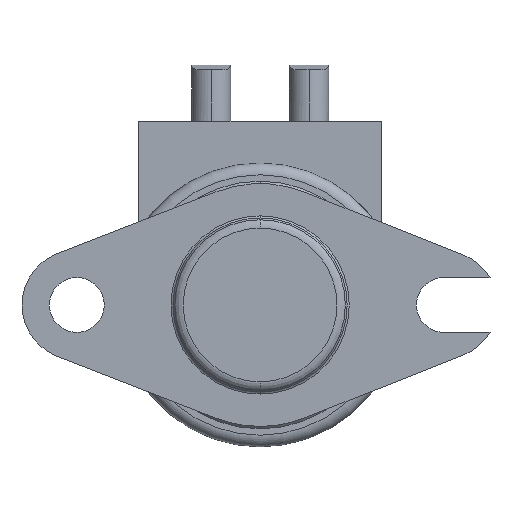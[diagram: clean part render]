
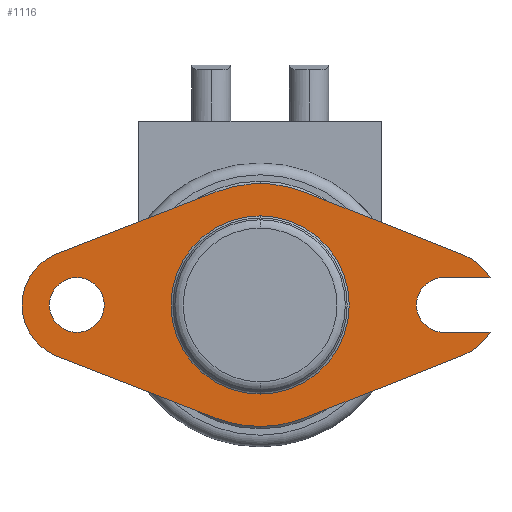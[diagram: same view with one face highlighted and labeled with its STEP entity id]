
A CAD part, front view. The second image highlights one B-rep face of the part: STEP entity #1116.
In plain terms, the highlighted planar face has unit normal (0, -1, 0).
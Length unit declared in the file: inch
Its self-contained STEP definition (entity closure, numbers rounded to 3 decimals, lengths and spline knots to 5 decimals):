
#15 = DIRECTION ( 'NONE',  ( -1., 0., 0. ) ) ;
#36 = LINE ( 'NONE', #2577, #2551 ) ;
#67 = CARTESIAN_POINT ( 'NONE',  ( 0., 0., 0.2275 ) ) ;
#76 = EDGE_CURVE ( 'NONE', #2739, #2406, #1852, .T. ) ;
#127 = ORIENTED_EDGE ( 'NONE', *, *, #2412, .F. ) ;
#151 = EDGE_LOOP ( 'NONE', ( #2502, #3317 ) ) ;
#160 = DIRECTION ( 'NONE',  ( 0., 1., 0. ) ) ;
#179 = CARTESIAN_POINT ( 'NONE',  ( -0.468, 0., -0.07 ) ) ;
#228 = ORIENTED_EDGE ( 'NONE', *, *, #3017, .T. ) ;
#236 = EDGE_CURVE ( 'NONE', #572, #2739, #1983, .T. ) ;
#243 = ORIENTED_EDGE ( 'NONE', *, *, #641, .F. ) ;
#256 = VERTEX_POINT ( 'NONE', #179 ) ;
#272 = DIRECTION ( 'NONE',  ( -0.932, 0., 0.363 ) ) ;
#305 = DIRECTION ( 'NONE',  ( 0., 0., 1. ) ) ;
#316 = EDGE_CURVE ( 'NONE', #1683, #2476, #1597, .T. ) ;
#359 = VERTEX_POINT ( 'NONE', #776 ) ;
#384 = DIRECTION ( 'NONE',  ( 0., 1., 0. ) ) ;
#440 = CARTESIAN_POINT ( 'NONE',  ( 0.11417, 0., 0.28821 ) ) ;
#529 = CARTESIAN_POINT ( 'NONE',  ( 0.469, 0., 0. ) ) ;
#572 = VERTEX_POINT ( 'NONE', #2051 ) ;
#580 = ORIENTED_EDGE ( 'NONE', *, *, #2456, .F. ) ;
#604 = DIRECTION ( 'NONE',  ( 0., -1., 0. ) ) ;
#615 = EDGE_CURVE ( 'NONE', #2271, #572, #731, .T. ) ;
#620 = AXIS2_PLACEMENT_3D ( 'NONE', #3049, #2543, #1277 ) ;
#641 = EDGE_CURVE ( 'NONE', #359, #2271, #734, .T. ) ;
#669 = DIRECTION ( 'NONE',  ( 0., 0., -1. ) ) ;
#673 = ORIENTED_EDGE ( 'NONE', *, *, #2266, .F. ) ;
#676 = CARTESIAN_POINT ( 'NONE',  ( 0.58708, 0., 0.07 ) ) ;
#679 = FACE_BOUND ( 'NONE', #151, .T. ) ;
#683 = EDGE_CURVE ( 'NONE', #2068, #2064, #1603, .T. ) ;
#714 = LINE ( 'NONE', #2027, #859 ) ;
#731 = LINE ( 'NONE', #3259, #2564 ) ;
#734 = CIRCLE ( 'NONE', #2508, 0.13727 ) ;
#741 = EDGE_CURVE ( 'NONE', #1771, #1735, #2351, .T. ) ;
#776 = CARTESIAN_POINT ( 'NONE',  ( 0.58708, 0., -0.07 ) ) ;
#788 = AXIS2_PLACEMENT_3D ( 'NONE', #2496, #2261, #2009 ) ;
#798 = CIRCLE ( 'NONE', #966, 0.07 ) ;
#813 = ORIENTED_EDGE ( 'NONE', *, *, #2999, .F. ) ;
#859 = VECTOR ( 'NONE', #15, 39.37008 ) ;
#897 = VERTEX_POINT ( 'NONE', #2013 ) ;
#901 = DIRECTION ( 'NONE',  ( 0., 0., 1. ) ) ;
#913 = DIRECTION ( 'NONE',  ( 1., 0., 0. ) ) ;
#934 = FACE_BOUND ( 'NONE', #1535, .T. ) ;
#956 = VERTEX_POINT ( 'NONE', #3117 ) ;
#966 = AXIS2_PLACEMENT_3D ( 'NONE', #1864, #2857, #1827 ) ;
#975 = EDGE_LOOP ( 'NONE', ( #673, #1899, #580, #3305, #2648, #2838, #2809, #243, #1870, #813, #1480, #2440, #127 ) ) ;
#1051 = EDGE_CURVE ( 'NONE', #2476, #1683, #1388, .T. ) ;
#1073 = CARTESIAN_POINT ( 'NONE',  ( 0.469, 0., -0.07 ) ) ;
#1076 = EDGE_CURVE ( 'NONE', #1787, #256, #3043, .T. ) ;
#1112 = VECTOR ( 'NONE', #2834, 39.37008 ) ;
#1116 = ADVANCED_FACE ( 'NONE', ( #934, #1458, #679 ), #1709, .T. ) ;
#1126 = DIRECTION ( 'NONE',  ( 0., 1., 0. ) ) ;
#1214 = CARTESIAN_POINT ( 'NONE',  ( -0.468, 0., 0. ) ) ;
#1277 = DIRECTION ( 'NONE',  ( 0., 0., 1. ) ) ;
#1293 = LINE ( 'NONE', #2327, #1112 ) ;
#1383 = CIRCLE ( 'NONE', #2020, 0.14 ) ;
#1384 = CARTESIAN_POINT ( 'NONE',  ( 0.469, 0., -0.07 ) ) ;
#1388 = CIRCLE ( 'NONE', #2607, 0.2275 ) ;
#1417 = DIRECTION ( 'NONE',  ( 0., 0., 1. ) ) ;
#1455 = CIRCLE ( 'NONE', #2472, 0.07 ) ;
#1458 = FACE_OUTER_BOUND ( 'NONE', #975, .T. ) ;
#1480 = ORIENTED_EDGE ( 'NONE', *, *, #3125, .F. ) ;
#1535 = EDGE_LOOP ( 'NONE', ( #228, #2732 ) ) ;
#1550 = DIRECTION ( 'NONE',  ( 0., 0., 1. ) ) ;
#1582 = CARTESIAN_POINT ( 'NONE',  ( 0.469, 0., 0. ) ) ;
#1597 = CIRCLE ( 'NONE', #620, 0.2275 ) ;
#1603 = LINE ( 'NONE', #2610, #2924 ) ;
#1607 = AXIS2_PLACEMENT_3D ( 'NONE', #2184, #3201, #901 ) ;
#1683 = VERTEX_POINT ( 'NONE', #67 ) ;
#1704 = CARTESIAN_POINT ( 'NONE',  ( -0.468, 0., 0.07 ) ) ;
#1709 = PLANE ( 'NONE',  #788 ) ;
#1719 = DIRECTION ( 'NONE',  ( -0.93, 0., -0.368 ) ) ;
#1735 = VERTEX_POINT ( 'NONE', #676 ) ;
#1771 = VERTEX_POINT ( 'NONE', #2750 ) ;
#1787 = VERTEX_POINT ( 'NONE', #1704 ) ;
#1807 = VECTOR ( 'NONE', #913, 39.37008 ) ;
#1815 = DIRECTION ( 'NONE',  ( 0., 1., 0. ) ) ;
#1823 = CARTESIAN_POINT ( 'NONE',  ( 0., 0., 0. ) ) ;
#1827 = DIRECTION ( 'NONE',  ( 0., 0., 1. ) ) ;
#1852 = CIRCLE ( 'NONE', #1967, 0.31 ) ;
#1864 = CARTESIAN_POINT ( 'NONE',  ( -0.468, 0., 0. ) ) ;
#1870 = ORIENTED_EDGE ( 'NONE', *, *, #2172, .F. ) ;
#1899 = ORIENTED_EDGE ( 'NONE', *, *, #683, .F. ) ;
#1909 = CARTESIAN_POINT ( 'NONE',  ( 0., 0., -0.2275 ) ) ;
#1950 = DIRECTION ( 'NONE',  ( 0., 0., -1. ) ) ;
#1967 = AXIS2_PLACEMENT_3D ( 'NONE', #3069, #1815, #2839 ) ;
#1970 = DIRECTION ( 'NONE',  ( 0., 1., 0. ) ) ;
#1972 = AXIS2_PLACEMENT_3D ( 'NONE', #1823, #2601, #2822 ) ;
#1982 = CARTESIAN_POINT ( 'NONE',  ( 0., 0., -0.31 ) ) ;
#1983 = CIRCLE ( 'NONE', #3315, 0.31 ) ;
#2009 = DIRECTION ( 'NONE',  ( 0., 0., -1. ) ) ;
#2013 = CARTESIAN_POINT ( 'NONE',  ( 0.469, 0., 0.07 ) ) ;
#2020 = AXIS2_PLACEMENT_3D ( 'NONE', #1214, #1970, #1950 ) ;
#2027 = CARTESIAN_POINT ( 'NONE',  ( 0.469, 0., 0.07 ) ) ;
#2051 = CARTESIAN_POINT ( 'NONE',  ( 0.11417, 0., -0.28821 ) ) ;
#2064 = VERTEX_POINT ( 'NONE', #2703 ) ;
#2068 = VERTEX_POINT ( 'NONE', #2468 ) ;
#2172 = EDGE_CURVE ( 'NONE', #3053, #359, #2443, .T. ) ;
#2184 = CARTESIAN_POINT ( 'NONE',  ( -0.468, 0., 0. ) ) ;
#2252 = EDGE_CURVE ( 'NONE', #2406, #956, #36, .T. ) ;
#2261 = DIRECTION ( 'NONE',  ( 0., -1., 0. ) ) ;
#2266 = EDGE_CURVE ( 'NONE', #2064, #2914, #3147, .T. ) ;
#2271 = VERTEX_POINT ( 'NONE', #2330 ) ;
#2327 = CARTESIAN_POINT ( 'NONE',  ( 0.11417, 0., 0.28821 ) ) ;
#2330 = CARTESIAN_POINT ( 'NONE',  ( 0.51956, 0., -0.12762 ) ) ;
#2351 = CIRCLE ( 'NONE', #2815, 0.13727 ) ;
#2406 = VERTEX_POINT ( 'NONE', #3080 ) ;
#2412 = EDGE_CURVE ( 'NONE', #2914, #1771, #1293, .T. ) ;
#2440 = ORIENTED_EDGE ( 'NONE', *, *, #741, .F. ) ;
#2443 = LINE ( 'NONE', #1384, #1807 ) ;
#2455 = CARTESIAN_POINT ( 'NONE',  ( 0., 0., 0. ) ) ;
#2456 = EDGE_CURVE ( 'NONE', #956, #2068, #1383, .T. ) ;
#2468 = CARTESIAN_POINT ( 'NONE',  ( -0.51885, 0., 0.13044 ) ) ;
#2472 = AXIS2_PLACEMENT_3D ( 'NONE', #1582, #604, #305 ) ;
#2476 = VERTEX_POINT ( 'NONE', #1909 ) ;
#2496 = CARTESIAN_POINT ( 'NONE',  ( 0., 0., 0. ) ) ;
#2502 = ORIENTED_EDGE ( 'NONE', *, *, #1051, .T. ) ;
#2508 = AXIS2_PLACEMENT_3D ( 'NONE', #529, #3000, #1550 ) ;
#2543 = DIRECTION ( 'NONE',  ( 0., 1., 0. ) ) ;
#2551 = VECTOR ( 'NONE', #272, 39.37008 ) ;
#2564 = VECTOR ( 'NONE', #1719, 39.37008 ) ;
#2577 = CARTESIAN_POINT ( 'NONE',  ( -0.51885, 0., -0.13044 ) ) ;
#2601 = DIRECTION ( 'NONE',  ( 0., 1., 0. ) ) ;
#2607 = AXIS2_PLACEMENT_3D ( 'NONE', #2666, #384, #1417 ) ;
#2610 = CARTESIAN_POINT ( 'NONE',  ( -0.11261, 0., 0.28882 ) ) ;
#2648 = ORIENTED_EDGE ( 'NONE', *, *, #76, .F. ) ;
#2666 = CARTESIAN_POINT ( 'NONE',  ( 0., 0., 0. ) ) ;
#2687 = DIRECTION ( 'NONE',  ( 0., 0., 1. ) ) ;
#2703 = CARTESIAN_POINT ( 'NONE',  ( -0.11261, 0., 0.28882 ) ) ;
#2708 = DIRECTION ( 'NONE',  ( 0.932, 0., 0.363 ) ) ;
#2732 = ORIENTED_EDGE ( 'NONE', *, *, #1076, .T. ) ;
#2739 = VERTEX_POINT ( 'NONE', #1982 ) ;
#2750 = CARTESIAN_POINT ( 'NONE',  ( 0.51956, 0., 0.12762 ) ) ;
#2809 = ORIENTED_EDGE ( 'NONE', *, *, #615, .F. ) ;
#2815 = AXIS2_PLACEMENT_3D ( 'NONE', #2887, #1126, #2687 ) ;
#2822 = DIRECTION ( 'NONE',  ( 0., 0., -1. ) ) ;
#2834 = DIRECTION ( 'NONE',  ( 0.93, 0., -0.368 ) ) ;
#2838 = ORIENTED_EDGE ( 'NONE', *, *, #236, .F. ) ;
#2839 = DIRECTION ( 'NONE',  ( 0., 0., -1. ) ) ;
#2857 = DIRECTION ( 'NONE',  ( 0., 1., 0. ) ) ;
#2887 = CARTESIAN_POINT ( 'NONE',  ( 0.469, 0., 0. ) ) ;
#2914 = VERTEX_POINT ( 'NONE', #440 ) ;
#2924 = VECTOR ( 'NONE', #2708, 39.37008 ) ;
#2999 = EDGE_CURVE ( 'NONE', #897, #3053, #1455, .T. ) ;
#3000 = DIRECTION ( 'NONE',  ( 0., 1., 0. ) ) ;
#3017 = EDGE_CURVE ( 'NONE', #256, #1787, #798, .T. ) ;
#3043 = CIRCLE ( 'NONE', #1607, 0.07 ) ;
#3049 = CARTESIAN_POINT ( 'NONE',  ( 0., 0., 0. ) ) ;
#3053 = VERTEX_POINT ( 'NONE', #1073 ) ;
#3069 = CARTESIAN_POINT ( 'NONE',  ( 0., 0., 0. ) ) ;
#3080 = CARTESIAN_POINT ( 'NONE',  ( -0.11261, 0., -0.28882 ) ) ;
#3117 = CARTESIAN_POINT ( 'NONE',  ( -0.51885, 0., -0.13044 ) ) ;
#3125 = EDGE_CURVE ( 'NONE', #1735, #897, #714, .T. ) ;
#3147 = CIRCLE ( 'NONE', #1972, 0.31 ) ;
#3201 = DIRECTION ( 'NONE',  ( 0., 1., 0. ) ) ;
#3259 = CARTESIAN_POINT ( 'NONE',  ( 0.51956, 0., -0.12762 ) ) ;
#3305 = ORIENTED_EDGE ( 'NONE', *, *, #2252, .F. ) ;
#3315 = AXIS2_PLACEMENT_3D ( 'NONE', #2455, #160, #669 ) ;
#3317 = ORIENTED_EDGE ( 'NONE', *, *, #316, .T. ) ;
